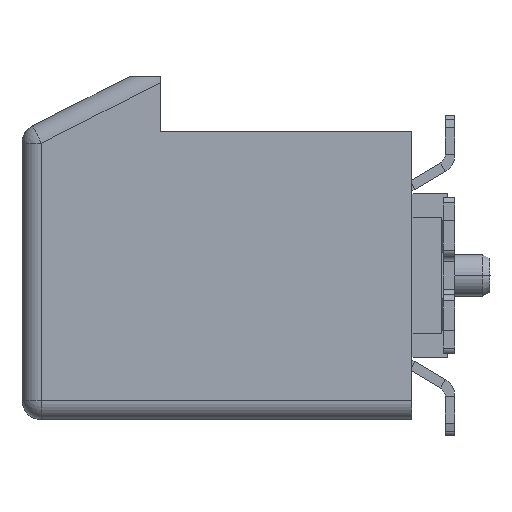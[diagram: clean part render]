
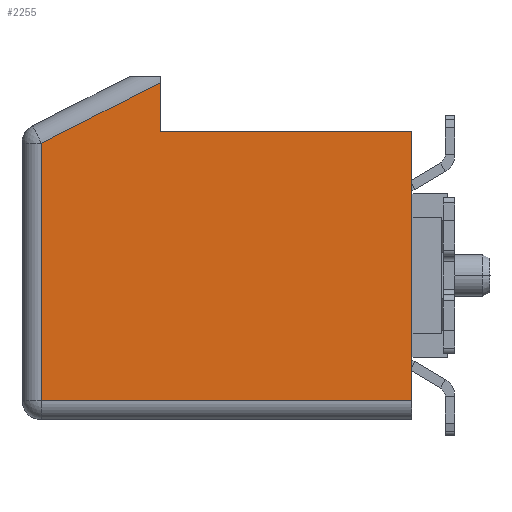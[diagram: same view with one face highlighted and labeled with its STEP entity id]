
A CAD part, left-side view. The second image highlights one B-rep face of the part: STEP entity #2255.
In plain terms, the highlighted planar face has unit normal (-1, 0, 0).
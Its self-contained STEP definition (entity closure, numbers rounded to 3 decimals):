
#14=DIRECTION('',(0.,-1.,0.));
#15=VECTOR('',#14,9.5);
#16=CARTESIAN_POINT('',(-12.5,9.5,-3.2));
#17=LINE('',#16,#15);
#22=DIRECTION('',(0.,0.,-1.));
#23=VECTOR('',#22,6.594);
#24=CARTESIAN_POINT('',(-12.5,9.5,3.394));
#25=LINE('',#24,#23);
#29=DIRECTION('',(0.,0.891,-0.454));
#30=VECTOR('',#29,3.422);
#31=CARTESIAN_POINT('',(-12.5,6.45,4.946));
#32=LINE('',#31,#30);
#36=DIRECTION('',(0.,0.,-1.));
#37=VECTOR('',#36,1.246);
#38=CARTESIAN_POINT('',(-12.5,6.45,4.946));
#39=LINE('',#38,#37);
#43=DIRECTION('',(0.,-1.,0.));
#44=VECTOR('',#43,6.45);
#45=CARTESIAN_POINT('',(-12.5,6.45,3.7));
#46=LINE('',#45,#44);
#50=DIRECTION('',(0.,0.,-1.));
#51=VECTOR('',#50,6.9);
#52=CARTESIAN_POINT('',(-12.5,0.,3.7));
#53=LINE('',#52,#51);
#1420=CARTESIAN_POINT('',(-12.5,6.45,4.946));
#1919=CARTESIAN_POINT('',(-12.5,6.45,3.7));
#1920=CARTESIAN_POINT('',(-12.5,0.,3.7));
#1921=VERTEX_POINT('',#1919);
#1922=VERTEX_POINT('',#1920);
#2029=CARTESIAN_POINT('',(-12.5,0.,-3.2));
#2031=VERTEX_POINT('',#2029);
#2035=CARTESIAN_POINT('',(-12.5,9.5,-3.2));
#2036=VERTEX_POINT('',#2035);
#2039=CARTESIAN_POINT('',(-12.5,9.5,3.394));
#2040=VERTEX_POINT('',#2039);
#2074=VERTEX_POINT('',#1420);
#2236=CARTESIAN_POINT('',(-12.5,0.,0.));
#2237=DIRECTION('',(1.,0.,0.));
#2238=DIRECTION('',(0.,0.,-1.));
#2239=AXIS2_PLACEMENT_3D('',#2236,#2237,#2238);
#2240=PLANE('',#2239);
#2242=ORIENTED_EDGE('',*,*,#2241,.F.);
#2244=ORIENTED_EDGE('',*,*,#2243,.F.);
#2246=ORIENTED_EDGE('',*,*,#2245,.F.);
#2248=ORIENTED_EDGE('',*,*,#2247,.T.);
#2250=ORIENTED_EDGE('',*,*,#2249,.T.);
#2252=ORIENTED_EDGE('',*,*,#2251,.T.);
#2253=EDGE_LOOP('',(#2242,#2244,#2246,#2248,#2250,#2252));
#2254=FACE_OUTER_BOUND('',#2253,.F.);
#2255=ADVANCED_FACE('',(#2254),#2240,.F.);
#2241=EDGE_CURVE('',#2036,#2031,#17,.T.);
#2243=EDGE_CURVE('',#2040,#2036,#25,.T.);
#2245=EDGE_CURVE('',#2074,#2040,#32,.T.);
#2247=EDGE_CURVE('',#2074,#1921,#39,.T.);
#2249=EDGE_CURVE('',#1921,#1922,#46,.T.);
#2251=EDGE_CURVE('',#1922,#2031,#53,.T.);
